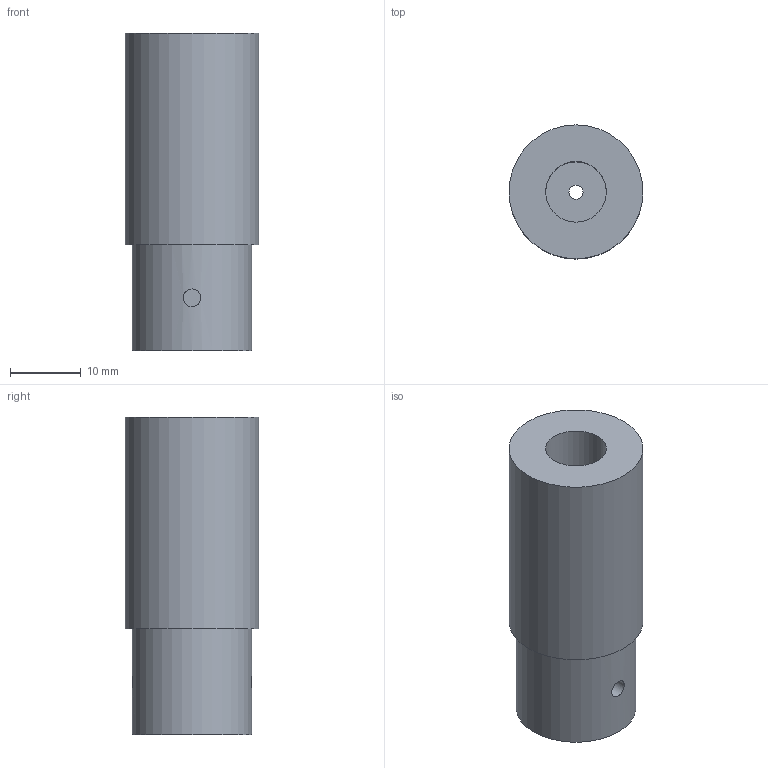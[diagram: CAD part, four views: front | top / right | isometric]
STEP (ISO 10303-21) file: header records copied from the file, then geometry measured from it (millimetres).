
FILE_DESCRIPTION( ( '' ), ' ' );
FILE_NAME( '5d68e8e7bd7a8016322b3a30.step', '2019-08-30T09:14:16', ( '' ), ( '' ), ' ', ' ', ' ' );
FILE_SCHEMA( ( 'AUTOMOTIVE_DESIGN { 1 0 10303 214 1 1 1 1 }' ) );
Length unit declared in the file: metre
Products named in the file (1): Part 1
Bounding box: 19 x 19 x 45 mm (x, y, z)
Volume: 9537.2 mm3; surface area: 4318.9 mm2
Topology: 1 solids, 1 shells, 14 faces, 22 edges, 15 vertices
Faces by surface type: cylinder 7, plane 7
Full cylindrical faces by diameter (mm): 2 x1, 2.5 x2, 8.6 x2, 17 x1, 19 x1
Entity records: 488 total; most frequent: CARTESIAN_POINT 121, DIRECTION 54, EDGE_LOOP 28, ORIENTED_EDGE 28, AXIS2_PLACEMENT_3D 27, FACE_OUTER_BOUND 21, STYLED_ITEM 14, PRESENTATION_STYLE_ASSIGNMENT 14
